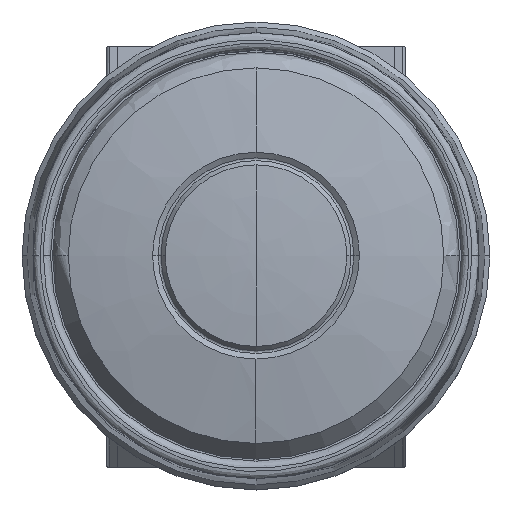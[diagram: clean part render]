
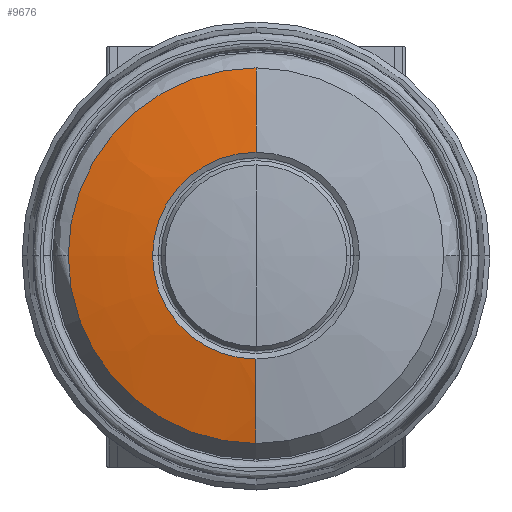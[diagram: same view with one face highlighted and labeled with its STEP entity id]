
A CAD part, top view. The second image highlights one B-rep face of the part: STEP entity #9676.
In plain terms, the highlighted free-form (B-spline) face has degree [3, 3] with [4, 4] control points.
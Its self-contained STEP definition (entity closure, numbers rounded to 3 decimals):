
#137 = CARTESIAN_POINT ( 'NONE',  ( 80., 0., 0. ) ) ;
#142 = DIRECTION ( 'NONE',  ( -1., 0., 0. ) ) ;
#863 = CARTESIAN_POINT ( 'NONE',  ( 1.51, -15.723, -31.446 ) ) ;
#1203 = VERTEX_POINT ( 'NONE', #13284 ) ;
#1495 = EDGE_CURVE ( 'NONE', #4493, #12854, #9883, .T. ) ;
#1538 = CIRCLE ( 'NONE', #9103, 80. ) ;
#1591 = CARTESIAN_POINT ( 'NONE',  ( 80., 0., 0. ) ) ;
#1873 = CARTESIAN_POINT ( 'NONE',  ( 2.159, -18.462, 0. ) ) ;
#2473 = DIRECTION ( 'NONE',  ( 0., 1., 0. ) ) ;
#2891 = CARTESIAN_POINT ( 'NONE',  ( 2.159, 18.462, 0. ) ) ;
#2915 = EDGE_CURVE ( 'NONE', #5284, #8003, #5379, .T. ) ;
#2929 = CARTESIAN_POINT ( 'NONE',  ( 2.159, 0., 0. ) ) ;
#2953 = CARTESIAN_POINT ( 'NONE',  ( 0.648, 10.163, -20.326 ) ) ;
#3313 = ORIENTED_EDGE ( 'NONE', *, *, #2915, .F. ) ;
#3348 = DIRECTION ( 'NONE',  ( -1., 0., 0. ) ) ;
#3389 = EDGE_LOOP ( 'NONE', ( #4536, #11786, #3313, #5305, #11598, #5232 ) ) ;
#3711 = CARTESIAN_POINT ( 'NONE',  ( 0.648, 10.163, 0. ) ) ;
#3918 =( BOUNDED_SURFACE ( )  B_SPLINE_SURFACE ( 3, 3, ( 
 ( #2891, #7020, #11142, #1873 ),
 ( #5993, #10125, #863, #4992 ),
 ( #9121, #13237, #3976, #8100 ),
 ( #12222, #2953, #7080, #11212 ) ),
 .UNSPECIFIED., .F., .F., .T. ) 
 B_SPLINE_SURFACE_WITH_KNOTS ( ( 4, 4 ),
 ( 4, 4 ),
 ( 0., 1. ),
 ( 0., 1. ),
 .UNSPECIFIED. ) 
 GEOMETRIC_REPRESENTATION_ITEM ( )  RATIONAL_B_SPLINE_SURFACE ( (
 ( 1., 0.333, 0.333, 1.),
 ( 0.999, 0.333, 0.333, 0.999),
 ( 0.999, 0.333, 0.333, 0.999),
 ( 1., 0.333, 0.333, 1.) ) ) 
 REPRESENTATION_ITEM ( '' )  SURFACE ( )  );
#3976 = CARTESIAN_POINT ( 'NONE',  ( 1.006, -12.954, -25.909 ) ) ;
#4012 = CARTESIAN_POINT ( 'NONE',  ( 0.648, -10.163, 0. ) ) ;
#4052 = AXIS2_PLACEMENT_3D ( 'NONE', #1591, #5710, #9836 ) ;
#4166 = AXIS2_PLACEMENT_3D ( 'NONE', #12618, #3348, #7475 ) ;
#4261 = DIRECTION ( 'NONE',  ( 0., 0., -1. ) ) ;
#4266 = DIRECTION ( 'NONE',  ( 0., 0., 1. ) ) ;
#4493 = VERTEX_POINT ( 'NONE', #12438 ) ;
#4536 = ORIENTED_EDGE ( 'NONE', *, *, #7949, .F. ) ;
#4676 = CARTESIAN_POINT ( 'NONE',  ( 2.159, -18.462, 0. ) ) ;
#4992 = CARTESIAN_POINT ( 'NONE',  ( 1.51, -15.723, 0. ) ) ;
#5232 = ORIENTED_EDGE ( 'NONE', *, *, #7775, .F. ) ;
#5255 = CARTESIAN_POINT ( 'NONE',  ( 0.648, 0., -10.163 ) ) ;
#5284 = VERTEX_POINT ( 'NONE', #5255 ) ;
#5305 = ORIENTED_EDGE ( 'NONE', *, *, #12003, .F. ) ;
#5379 = CIRCLE ( 'NONE', #12930, 10.163 ) ;
#5614 = AXIS2_PLACEMENT_3D ( 'NONE', #7612, #11738, #2473 ) ;
#5710 = DIRECTION ( 'NONE',  ( 0., 0., 1. ) ) ;
#5993 = CARTESIAN_POINT ( 'NONE',  ( 1.51, 15.723, 0. ) ) ;
#7020 = CARTESIAN_POINT ( 'NONE',  ( 2.159, 18.462, -36.923 ) ) ;
#7055 = DIRECTION ( 'NONE',  ( 1., 0., 0. ) ) ;
#7080 = CARTESIAN_POINT ( 'NONE',  ( 0.648, -10.163, -20.326 ) ) ;
#7137 = AXIS2_PLACEMENT_3D ( 'NONE', #2929, #7055, #11182 ) ;
#7475 = DIRECTION ( 'NONE',  ( 0., 0., 1. ) ) ;
#7612 = CARTESIAN_POINT ( 'NONE',  ( 2.159, 0., 0. ) ) ;
#7775 = EDGE_CURVE ( 'NONE', #1203, #4493, #11448, .T. ) ;
#7949 = EDGE_CURVE ( 'NONE', #11752, #1203, #12953, .T. ) ;
#8003 = VERTEX_POINT ( 'NONE', #4012 ) ;
#8035 = FACE_OUTER_BOUND ( 'NONE', #3389, .T. ) ;
#8100 = CARTESIAN_POINT ( 'NONE',  ( 1.006, -12.954, 0. ) ) ;
#8385 = DIRECTION ( 'NONE',  ( 1., 0., 0. ) ) ;
#9103 = AXIS2_PLACEMENT_3D ( 'NONE', #137, #4261, #8385 ) ;
#9121 = CARTESIAN_POINT ( 'NONE',  ( 1.006, 12.954, 0. ) ) ;
#9412 = CARTESIAN_POINT ( 'NONE',  ( 0.648, 0., 0. ) ) ;
#9676 = ADVANCED_FACE ( 'NONE', ( #8035 ), #3918, .F. ) ;
#9836 = DIRECTION ( 'NONE',  ( 1., 0., 0. ) ) ;
#9883 = CIRCLE ( 'NONE', #4052, 80. ) ;
#9989 = CIRCLE ( 'NONE', #4166, 10.163 ) ;
#10125 = CARTESIAN_POINT ( 'NONE',  ( 1.51, 15.723, -31.446 ) ) ;
#10850 = EDGE_CURVE ( 'NONE', #11752, #8003, #1538, .T. ) ;
#11142 = CARTESIAN_POINT ( 'NONE',  ( 2.159, -18.462, -36.923 ) ) ;
#11182 = DIRECTION ( 'NONE',  ( 0., 1., 0. ) ) ;
#11212 = CARTESIAN_POINT ( 'NONE',  ( 0.648, -10.163, 0. ) ) ;
#11448 = CIRCLE ( 'NONE', #5614, 18.462 ) ;
#11598 = ORIENTED_EDGE ( 'NONE', *, *, #1495, .F. ) ;
#11738 = DIRECTION ( 'NONE',  ( 1., 0., 0. ) ) ;
#11752 = VERTEX_POINT ( 'NONE', #4676 ) ;
#11786 = ORIENTED_EDGE ( 'NONE', *, *, #10850, .T. ) ;
#12003 = EDGE_CURVE ( 'NONE', #12854, #5284, #9989, .T. ) ;
#12222 = CARTESIAN_POINT ( 'NONE',  ( 0.648, 10.163, 0. ) ) ;
#12438 = CARTESIAN_POINT ( 'NONE',  ( 2.159, 18.462, 0. ) ) ;
#12618 = CARTESIAN_POINT ( 'NONE',  ( 0.648, 0., 0. ) ) ;
#12854 = VERTEX_POINT ( 'NONE', #3711 ) ;
#12930 = AXIS2_PLACEMENT_3D ( 'NONE', #9412, #142, #4266 ) ;
#12953 = CIRCLE ( 'NONE', #7137, 18.462 ) ;
#13237 = CARTESIAN_POINT ( 'NONE',  ( 1.006, 12.954, -25.909 ) ) ;
#13284 = CARTESIAN_POINT ( 'NONE',  ( 2.159, 0., -18.462 ) ) ;
